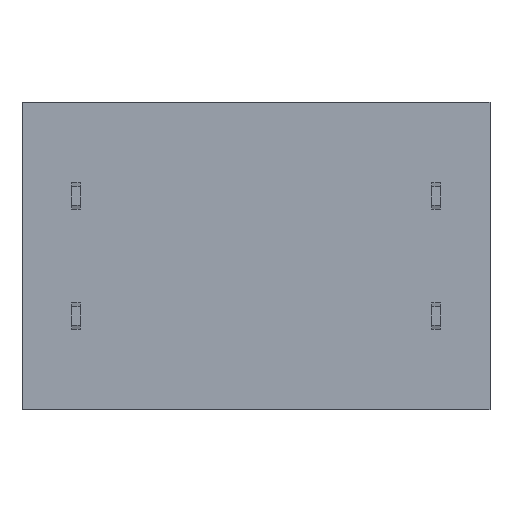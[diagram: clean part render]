
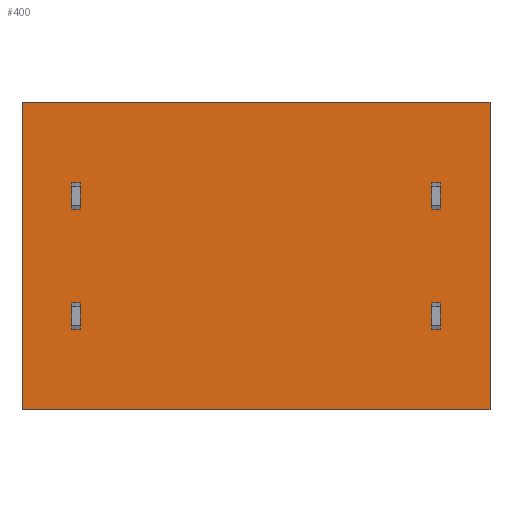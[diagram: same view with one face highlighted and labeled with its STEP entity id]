
A CAD part, front view. The second image highlights one B-rep face of the part: STEP entity #400.
In plain terms, the highlighted planar face has unit normal (0, -1, 0).
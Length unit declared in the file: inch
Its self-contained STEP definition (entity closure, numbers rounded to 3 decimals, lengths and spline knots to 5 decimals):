
#16 = EDGE_CURVE ( 'NONE', #2373, #3034, #4067, .T. ) ;
#61 = CARTESIAN_POINT ( 'NONE',  ( 0.19488, -0.05413, -0.07382 ) ) ;
#109 = ORIENTED_EDGE ( 'NONE', *, *, #3108, .F. ) ;
#226 = CARTESIAN_POINT ( 'NONE',  ( 0.19488, -0.05413, 0.18209 ) ) ;
#328 = ORIENTED_EDGE ( 'NONE', *, *, #2431, .T. ) ;
#400 = ADVANCED_FACE ( 'NONE', ( #799 ), #1438, .F. ) ;
#461 = ORIENTED_EDGE ( 'NONE', *, *, #16, .T. ) ;
#558 = CARTESIAN_POINT ( 'NONE',  ( 0., -0.05413, 0.05413 ) ) ;
#618 = DIRECTION ( 'NONE',  ( 0., 0., -1. ) ) ;
#799 = FACE_OUTER_BOUND ( 'NONE', #1458, .T. ) ;
#822 = DIRECTION ( 'NONE',  ( 0., 0., -1. ) ) ;
#1079 = VECTOR ( 'NONE', #618, 39.37008 ) ;
#1127 = VECTOR ( 'NONE', #3150, 39.37008 ) ;
#1210 = CARTESIAN_POINT ( 'NONE',  ( 0.19488, -0.05413, 0.18209 ) ) ;
#1438 = PLANE ( 'NONE',  #1807 ) ;
#1458 = EDGE_LOOP ( 'NONE', ( #328, #109, #2458, #461 ) ) ;
#1556 = VERTEX_POINT ( 'NONE', #3077 ) ;
#1807 = AXIS2_PLACEMENT_3D ( 'NONE', #558, #3720, #822 ) ;
#1946 = LINE ( 'NONE', #3491, #1079 ) ;
#2150 = VERTEX_POINT ( 'NONE', #3152 ) ;
#2198 = CARTESIAN_POINT ( 'NONE',  ( 0.19488, -0.05413, -0.07382 ) ) ;
#2277 = EDGE_CURVE ( 'NONE', #2150, #2373, #2916, .T. ) ;
#2373 = VERTEX_POINT ( 'NONE', #226 ) ;
#2431 = EDGE_CURVE ( 'NONE', #3034, #1556, #1946, .T. ) ;
#2458 = ORIENTED_EDGE ( 'NONE', *, *, #2277, .T. ) ;
#2471 = DIRECTION ( 'NONE',  ( -1., 0., 0. ) ) ;
#2721 = LINE ( 'NONE', #2198, #1127 ) ;
#2916 = LINE ( 'NONE', #61, #2919 ) ;
#2919 = VECTOR ( 'NONE', #3494, 39.37008 ) ;
#2998 = VECTOR ( 'NONE', #2471, 39.37008 ) ;
#3034 = VERTEX_POINT ( 'NONE', #3531 ) ;
#3077 = CARTESIAN_POINT ( 'NONE',  ( -0.19488, -0.05413, -0.07382 ) ) ;
#3108 = EDGE_CURVE ( 'NONE', #2150, #1556, #2721, .T. ) ;
#3150 = DIRECTION ( 'NONE',  ( -1., 0., 0. ) ) ;
#3152 = CARTESIAN_POINT ( 'NONE',  ( 0.19488, -0.05413, -0.07382 ) ) ;
#3491 = CARTESIAN_POINT ( 'NONE',  ( -0.19488, -0.05413, 0.18209 ) ) ;
#3494 = DIRECTION ( 'NONE',  ( 0., 0., 1. ) ) ;
#3531 = CARTESIAN_POINT ( 'NONE',  ( -0.19488, -0.05413, 0.18209 ) ) ;
#3720 = DIRECTION ( 'NONE',  ( 0., 1., 0. ) ) ;
#4067 = LINE ( 'NONE', #1210, #2998 ) ;
